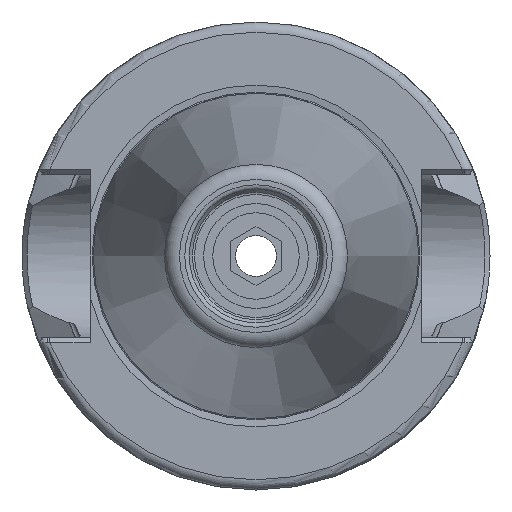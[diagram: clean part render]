
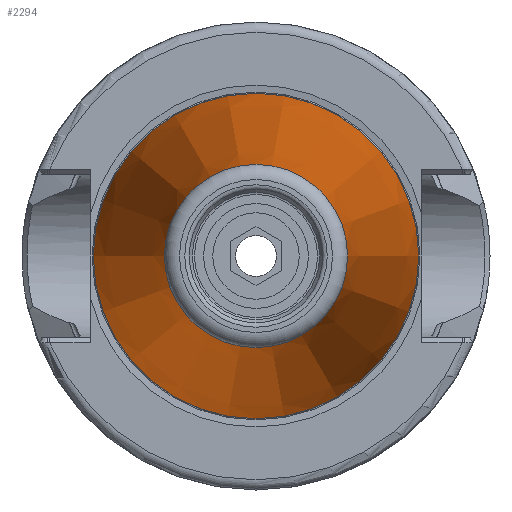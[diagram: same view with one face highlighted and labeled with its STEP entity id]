
A CAD part, left-side view. The second image highlights one B-rep face of the part: STEP entity #2294.
In plain terms, the highlighted conical face has half-angle 8.297 degrees and reference radius 12.502 mm.
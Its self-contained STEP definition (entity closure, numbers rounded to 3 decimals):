
#99=CONICAL_SURFACE('',#2540,12.502,0.145);
#192=LINE('',#4470,#327);
#327=VECTOR('',#3072,12.502);
#515=FACE_OUTER_BOUND('',#650,.T.);
#650=EDGE_LOOP('',(#1918,#1919,#1920,#1921,#1922,#1923,#1924));
#802=CIRCLE('',#2536,9.004);
#803=CIRCLE('',#2537,9.004);
#804=CIRCLE('',#2538,9.004);
#806=CIRCLE('',#2541,15.999);
#807=CIRCLE('',#2542,15.999);
#1015=VERTEX_POINT('',#4458);
#1016=VERTEX_POINT('',#4459);
#1017=VERTEX_POINT('',#4461);
#1018=VERTEX_POINT('',#4466);
#1019=VERTEX_POINT('',#4467);
#1331=EDGE_CURVE('',#1015,#1016,#802,.T.);
#1332=EDGE_CURVE('',#1017,#1015,#803,.T.);
#1333=EDGE_CURVE('',#1016,#1017,#804,.T.);
#1335=EDGE_CURVE('',#1018,#1019,#806,.T.);
#1336=EDGE_CURVE('',#1019,#1018,#807,.T.);
#1337=EDGE_CURVE('',#1019,#1017,#192,.T.);
#1918=ORIENTED_EDGE('',*,*,#1335,.F.);
#1919=ORIENTED_EDGE('',*,*,#1336,.F.);
#1920=ORIENTED_EDGE('',*,*,#1337,.T.);
#1921=ORIENTED_EDGE('',*,*,#1332,.T.);
#1922=ORIENTED_EDGE('',*,*,#1331,.T.);
#1923=ORIENTED_EDGE('',*,*,#1333,.T.);
#1924=ORIENTED_EDGE('',*,*,#1337,.F.);
#2294=ADVANCED_FACE('',(#515),#99,.T.);
#2536=AXIS2_PLACEMENT_3D('',#4460,#3058,#3059);
#2537=AXIS2_PLACEMENT_3D('',#4462,#3060,#3061);
#2538=AXIS2_PLACEMENT_3D('',#4463,#3062,#3063);
#2540=AXIS2_PLACEMENT_3D('',#4465,#3066,#3067);
#2541=AXIS2_PLACEMENT_3D('',#4468,#3068,#3069);
#2542=AXIS2_PLACEMENT_3D('',#4469,#3070,#3071);
#3058=DIRECTION('center_axis',(1.,0.,0.));
#3059=DIRECTION('ref_axis',(0.,0.,-1.));
#3060=DIRECTION('center_axis',(1.,0.,0.));
#3061=DIRECTION('ref_axis',(0.,0.,-1.));
#3062=DIRECTION('center_axis',(1.,0.,0.));
#3063=DIRECTION('ref_axis',(0.,0.,-1.));
#3066=DIRECTION('center_axis',(1.,0.,0.));
#3067=DIRECTION('ref_axis',(0.,1.,0.));
#3068=DIRECTION('center_axis',(1.,0.,0.));
#3069=DIRECTION('ref_axis',(0.,0.,-1.));
#3070=DIRECTION('center_axis',(1.,0.,0.));
#3071=DIRECTION('ref_axis',(0.,0.,-1.));
#3072=DIRECTION('',(-0.99,0.144,0.));
#4458=CARTESIAN_POINT('',(-47.116,9.004,0.));
#4459=CARTESIAN_POINT('',(-47.116,0.,9.004));
#4460=CARTESIAN_POINT('Origin',(-47.116,0.,
0.));
#4461=CARTESIAN_POINT('',(-47.116,-9.004,0.));
#4462=CARTESIAN_POINT('Origin',(-47.116,0.,
0.));
#4463=CARTESIAN_POINT('Origin',(-47.116,0.,
0.));
#4465=CARTESIAN_POINT('Origin',(-23.132,0.,
0.));
#4466=CARTESIAN_POINT('',(0.852,15.999,0.));
#4467=CARTESIAN_POINT('',(0.852,-15.999,0.));
#4468=CARTESIAN_POINT('Origin',(0.852,0.,
0.));
#4469=CARTESIAN_POINT('Origin',(0.852,0.,
0.));
#4470=CARTESIAN_POINT('',(-23.132,-12.502,0.));
